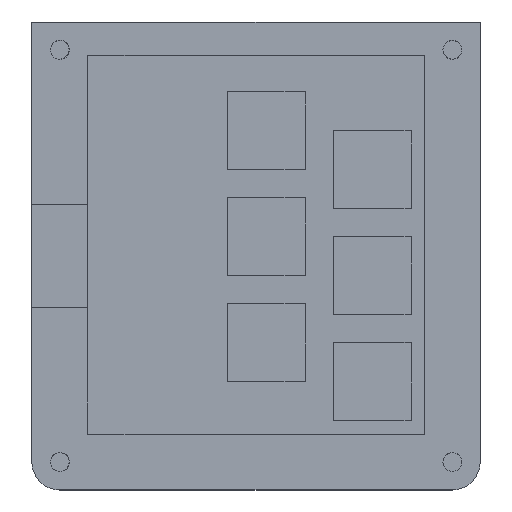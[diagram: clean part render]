
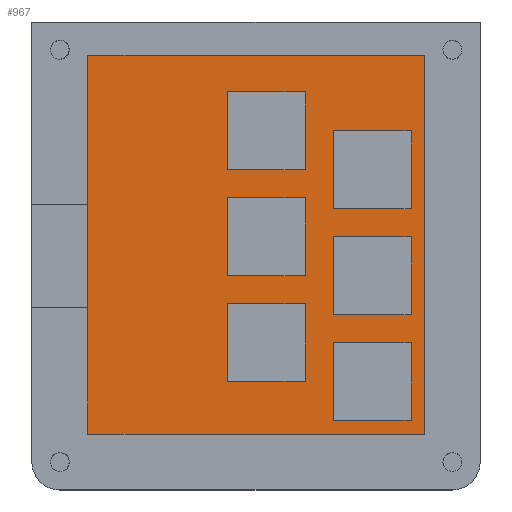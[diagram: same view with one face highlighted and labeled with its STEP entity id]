
A CAD part, top view. The second image highlights one B-rep face of the part: STEP entity #967.
In plain terms, the highlighted planar face has unit normal (0, 0, 1).
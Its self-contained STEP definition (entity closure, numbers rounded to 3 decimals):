
#574 = EDGE_CURVE('',#575,#577,#579,.T.);
#575 = VERTEX_POINT('',#576);
#576 = CARTESIAN_POINT('',(10.069,78.,1.5));
#577 = VERTEX_POINT('',#578);
#578 = CARTESIAN_POINT('',(10.069,10.,1.5));
#579 = LINE('',#580,#581);
#580 = CARTESIAN_POINT('',(10.069,59.995,1.5));
#581 = VECTOR('',#582,1.);
#582 = DIRECTION('',(0.,-1.,0.));
#638 = EDGE_CURVE('',#577,#639,#641,.T.);
#639 = VERTEX_POINT('',#640);
#640 = CARTESIAN_POINT('',(70.569,10.,1.5));
#641 = LINE('',#642,#643);
#642 = CARTESIAN_POINT('',(27.881,10.,1.5));
#643 = VECTOR('',#644,1.);
#644 = DIRECTION('',(1.,0.,0.));
#662 = EDGE_CURVE('',#639,#663,#665,.T.);
#663 = VERTEX_POINT('',#664);
#664 = CARTESIAN_POINT('',(70.569,78.,1.5));
#665 = LINE('',#666,#667);
#666 = CARTESIAN_POINT('',(70.569,25.995,1.5));
#667 = VECTOR('',#668,1.);
#668 = DIRECTION('',(0.,1.,0.));
#686 = EDGE_CURVE('',#663,#575,#687,.T.);
#687 = LINE('',#688,#689);
#688 = CARTESIAN_POINT('',(58.131,78.,1.5));
#689 = VECTOR('',#690,1.);
#690 = DIRECTION('',(-1.,0.,0.));
#967 = ADVANCED_FACE('',(#968,#974,#1008,#1042,#1076,#1110,#1144),#1178,
  .T.);
#968 = FACE_BOUND('',#969,.T.);
#969 = EDGE_LOOP('',(#970,#971,#972,#973));
#970 = ORIENTED_EDGE('',*,*,#686,.T.);
#971 = ORIENTED_EDGE('',*,*,#574,.T.);
#972 = ORIENTED_EDGE('',*,*,#638,.T.);
#973 = ORIENTED_EDGE('',*,*,#662,.T.);
#974 = FACE_BOUND('',#975,.T.);
#975 = EDGE_LOOP('',(#976,#986,#994,#1002));
#976 = ORIENTED_EDGE('',*,*,#977,.F.);
#977 = EDGE_CURVE('',#978,#980,#982,.T.);
#978 = VERTEX_POINT('',#979);
#979 = CARTESIAN_POINT('',(68.094,12.475,1.5));
#980 = VERTEX_POINT('',#981);
#981 = CARTESIAN_POINT('',(68.094,26.475,1.5));
#982 = LINE('',#983,#984);
#983 = CARTESIAN_POINT('',(68.094,12.475,1.5));
#984 = VECTOR('',#985,1.);
#985 = DIRECTION('',(0.,1.,0.));
#986 = ORIENTED_EDGE('',*,*,#987,.F.);
#987 = EDGE_CURVE('',#988,#978,#990,.T.);
#988 = VERTEX_POINT('',#989);
#989 = CARTESIAN_POINT('',(54.094,12.475,1.5));
#990 = LINE('',#991,#992);
#991 = CARTESIAN_POINT('',(54.094,12.475,1.5));
#992 = VECTOR('',#993,1.);
#993 = DIRECTION('',(1.,0.,0.));
#994 = ORIENTED_EDGE('',*,*,#995,.F.);
#995 = EDGE_CURVE('',#996,#988,#998,.T.);
#996 = VERTEX_POINT('',#997);
#997 = CARTESIAN_POINT('',(54.094,26.475,1.5));
#998 = LINE('',#999,#1000);
#999 = CARTESIAN_POINT('',(54.094,26.475,1.5));
#1000 = VECTOR('',#1001,1.);
#1001 = DIRECTION('',(0.,-1.,0.));
#1002 = ORIENTED_EDGE('',*,*,#1003,.F.);
#1003 = EDGE_CURVE('',#980,#996,#1004,.T.);
#1004 = LINE('',#1005,#1006);
#1005 = CARTESIAN_POINT('',(68.094,26.475,1.5));
#1006 = VECTOR('',#1007,1.);
#1007 = DIRECTION('',(-1.,0.,0.));
#1008 = FACE_BOUND('',#1009,.T.);
#1009 = EDGE_LOOP('',(#1010,#1020,#1028,#1036));
#1010 = ORIENTED_EDGE('',*,*,#1011,.F.);
#1011 = EDGE_CURVE('',#1012,#1014,#1016,.T.);
#1012 = VERTEX_POINT('',#1013);
#1013 = CARTESIAN_POINT('',(49.094,19.475,1.5));
#1014 = VERTEX_POINT('',#1015);
#1015 = CARTESIAN_POINT('',(49.094,33.475,1.5));
#1016 = LINE('',#1017,#1018);
#1017 = CARTESIAN_POINT('',(49.094,19.475,1.5));
#1018 = VECTOR('',#1019,1.);
#1019 = DIRECTION('',(0.,1.,0.));
#1020 = ORIENTED_EDGE('',*,*,#1021,.F.);
#1021 = EDGE_CURVE('',#1022,#1012,#1024,.T.);
#1022 = VERTEX_POINT('',#1023);
#1023 = CARTESIAN_POINT('',(35.094,19.475,1.5));
#1024 = LINE('',#1025,#1026);
#1025 = CARTESIAN_POINT('',(35.094,19.475,1.5));
#1026 = VECTOR('',#1027,1.);
#1027 = DIRECTION('',(1.,0.,0.));
#1028 = ORIENTED_EDGE('',*,*,#1029,.F.);
#1029 = EDGE_CURVE('',#1030,#1022,#1032,.T.);
#1030 = VERTEX_POINT('',#1031);
#1031 = CARTESIAN_POINT('',(35.094,33.475,1.5));
#1032 = LINE('',#1033,#1034);
#1033 = CARTESIAN_POINT('',(35.094,33.475,1.5));
#1034 = VECTOR('',#1035,1.);
#1035 = DIRECTION('',(0.,-1.,0.));
#1036 = ORIENTED_EDGE('',*,*,#1037,.F.);
#1037 = EDGE_CURVE('',#1014,#1030,#1038,.T.);
#1038 = LINE('',#1039,#1040);
#1039 = CARTESIAN_POINT('',(49.094,33.475,1.5));
#1040 = VECTOR('',#1041,1.);
#1041 = DIRECTION('',(-1.,0.,0.));
#1042 = FACE_BOUND('',#1043,.T.);
#1043 = EDGE_LOOP('',(#1044,#1054,#1062,#1070));
#1044 = ORIENTED_EDGE('',*,*,#1045,.F.);
#1045 = EDGE_CURVE('',#1046,#1048,#1050,.T.);
#1046 = VERTEX_POINT('',#1047);
#1047 = CARTESIAN_POINT('',(68.094,31.475,1.5));
#1048 = VERTEX_POINT('',#1049);
#1049 = CARTESIAN_POINT('',(68.094,45.475,1.5));
#1050 = LINE('',#1051,#1052);
#1051 = CARTESIAN_POINT('',(68.094,31.475,1.5));
#1052 = VECTOR('',#1053,1.);
#1053 = DIRECTION('',(0.,1.,0.));
#1054 = ORIENTED_EDGE('',*,*,#1055,.F.);
#1055 = EDGE_CURVE('',#1056,#1046,#1058,.T.);
#1056 = VERTEX_POINT('',#1057);
#1057 = CARTESIAN_POINT('',(54.094,31.475,1.5));
#1058 = LINE('',#1059,#1060);
#1059 = CARTESIAN_POINT('',(54.094,31.475,1.5));
#1060 = VECTOR('',#1061,1.);
#1061 = DIRECTION('',(1.,0.,0.));
#1062 = ORIENTED_EDGE('',*,*,#1063,.F.);
#1063 = EDGE_CURVE('',#1064,#1056,#1066,.T.);
#1064 = VERTEX_POINT('',#1065);
#1065 = CARTESIAN_POINT('',(54.094,45.475,1.5));
#1066 = LINE('',#1067,#1068);
#1067 = CARTESIAN_POINT('',(54.094,45.475,1.5));
#1068 = VECTOR('',#1069,1.);
#1069 = DIRECTION('',(0.,-1.,0.));
#1070 = ORIENTED_EDGE('',*,*,#1071,.F.);
#1071 = EDGE_CURVE('',#1048,#1064,#1072,.T.);
#1072 = LINE('',#1073,#1074);
#1073 = CARTESIAN_POINT('',(68.094,45.475,1.5));
#1074 = VECTOR('',#1075,1.);
#1075 = DIRECTION('',(-1.,0.,0.));
#1076 = FACE_BOUND('',#1077,.T.);
#1077 = EDGE_LOOP('',(#1078,#1088,#1096,#1104));
#1078 = ORIENTED_EDGE('',*,*,#1079,.F.);
#1079 = EDGE_CURVE('',#1080,#1082,#1084,.T.);
#1080 = VERTEX_POINT('',#1081);
#1081 = CARTESIAN_POINT('',(49.094,38.475,1.5));
#1082 = VERTEX_POINT('',#1083);
#1083 = CARTESIAN_POINT('',(49.094,52.475,1.5));
#1084 = LINE('',#1085,#1086);
#1085 = CARTESIAN_POINT('',(49.094,38.475,1.5));
#1086 = VECTOR('',#1087,1.);
#1087 = DIRECTION('',(0.,1.,0.));
#1088 = ORIENTED_EDGE('',*,*,#1089,.F.);
#1089 = EDGE_CURVE('',#1090,#1080,#1092,.T.);
#1090 = VERTEX_POINT('',#1091);
#1091 = CARTESIAN_POINT('',(35.094,38.475,1.5));
#1092 = LINE('',#1093,#1094);
#1093 = CARTESIAN_POINT('',(35.094,38.475,1.5));
#1094 = VECTOR('',#1095,1.);
#1095 = DIRECTION('',(1.,0.,0.));
#1096 = ORIENTED_EDGE('',*,*,#1097,.F.);
#1097 = EDGE_CURVE('',#1098,#1090,#1100,.T.);
#1098 = VERTEX_POINT('',#1099);
#1099 = CARTESIAN_POINT('',(35.094,52.475,1.5));
#1100 = LINE('',#1101,#1102);
#1101 = CARTESIAN_POINT('',(35.094,52.475,1.5));
#1102 = VECTOR('',#1103,1.);
#1103 = DIRECTION('',(0.,-1.,0.));
#1104 = ORIENTED_EDGE('',*,*,#1105,.F.);
#1105 = EDGE_CURVE('',#1082,#1098,#1106,.T.);
#1106 = LINE('',#1107,#1108);
#1107 = CARTESIAN_POINT('',(49.094,52.475,1.5));
#1108 = VECTOR('',#1109,1.);
#1109 = DIRECTION('',(-1.,0.,0.));
#1110 = FACE_BOUND('',#1111,.T.);
#1111 = EDGE_LOOP('',(#1112,#1122,#1130,#1138));
#1112 = ORIENTED_EDGE('',*,*,#1113,.F.);
#1113 = EDGE_CURVE('',#1114,#1116,#1118,.T.);
#1114 = VERTEX_POINT('',#1115);
#1115 = CARTESIAN_POINT('',(68.094,50.475,1.5));
#1116 = VERTEX_POINT('',#1117);
#1117 = CARTESIAN_POINT('',(68.094,64.475,1.5));
#1118 = LINE('',#1119,#1120);
#1119 = CARTESIAN_POINT('',(68.094,50.475,1.5));
#1120 = VECTOR('',#1121,1.);
#1121 = DIRECTION('',(0.,1.,0.));
#1122 = ORIENTED_EDGE('',*,*,#1123,.F.);
#1123 = EDGE_CURVE('',#1124,#1114,#1126,.T.);
#1124 = VERTEX_POINT('',#1125);
#1125 = CARTESIAN_POINT('',(54.094,50.475,1.5));
#1126 = LINE('',#1127,#1128);
#1127 = CARTESIAN_POINT('',(54.094,50.475,1.5));
#1128 = VECTOR('',#1129,1.);
#1129 = DIRECTION('',(1.,0.,0.));
#1130 = ORIENTED_EDGE('',*,*,#1131,.F.);
#1131 = EDGE_CURVE('',#1132,#1124,#1134,.T.);
#1132 = VERTEX_POINT('',#1133);
#1133 = CARTESIAN_POINT('',(54.094,64.475,1.5));
#1134 = LINE('',#1135,#1136);
#1135 = CARTESIAN_POINT('',(54.094,64.475,1.5));
#1136 = VECTOR('',#1137,1.);
#1137 = DIRECTION('',(0.,-1.,0.));
#1138 = ORIENTED_EDGE('',*,*,#1139,.F.);
#1139 = EDGE_CURVE('',#1116,#1132,#1140,.T.);
#1140 = LINE('',#1141,#1142);
#1141 = CARTESIAN_POINT('',(68.094,64.475,1.5));
#1142 = VECTOR('',#1143,1.);
#1143 = DIRECTION('',(-1.,0.,0.));
#1144 = FACE_BOUND('',#1145,.T.);
#1145 = EDGE_LOOP('',(#1146,#1156,#1164,#1172));
#1146 = ORIENTED_EDGE('',*,*,#1147,.F.);
#1147 = EDGE_CURVE('',#1148,#1150,#1152,.T.);
#1148 = VERTEX_POINT('',#1149);
#1149 = CARTESIAN_POINT('',(49.094,57.475,1.5));
#1150 = VERTEX_POINT('',#1151);
#1151 = CARTESIAN_POINT('',(49.094,71.475,1.5));
#1152 = LINE('',#1153,#1154);
#1153 = CARTESIAN_POINT('',(49.094,57.475,1.5));
#1154 = VECTOR('',#1155,1.);
#1155 = DIRECTION('',(0.,1.,0.));
#1156 = ORIENTED_EDGE('',*,*,#1157,.F.);
#1157 = EDGE_CURVE('',#1158,#1148,#1160,.T.);
#1158 = VERTEX_POINT('',#1159);
#1159 = CARTESIAN_POINT('',(35.094,57.475,1.5));
#1160 = LINE('',#1161,#1162);
#1161 = CARTESIAN_POINT('',(35.094,57.475,1.5));
#1162 = VECTOR('',#1163,1.);
#1163 = DIRECTION('',(1.,0.,0.));
#1164 = ORIENTED_EDGE('',*,*,#1165,.F.);
#1165 = EDGE_CURVE('',#1166,#1158,#1168,.T.);
#1166 = VERTEX_POINT('',#1167);
#1167 = CARTESIAN_POINT('',(35.094,71.475,1.5));
#1168 = LINE('',#1169,#1170);
#1169 = CARTESIAN_POINT('',(35.094,71.475,1.5));
#1170 = VECTOR('',#1171,1.);
#1171 = DIRECTION('',(0.,-1.,0.));
#1172 = ORIENTED_EDGE('',*,*,#1173,.F.);
#1173 = EDGE_CURVE('',#1150,#1166,#1174,.T.);
#1174 = LINE('',#1175,#1176);
#1175 = CARTESIAN_POINT('',(49.094,71.475,1.5));
#1176 = VECTOR('',#1177,1.);
#1177 = DIRECTION('',(-1.,0.,0.));
#1178 = PLANE('',#1179);
#1179 = AXIS2_PLACEMENT_3D('',#1180,#1181,#1182);
#1180 = CARTESIAN_POINT('',(45.692,41.99,1.5));
#1181 = DIRECTION('',(0.,0.,1.));
#1182 = DIRECTION('',(1.,0.,0.));
